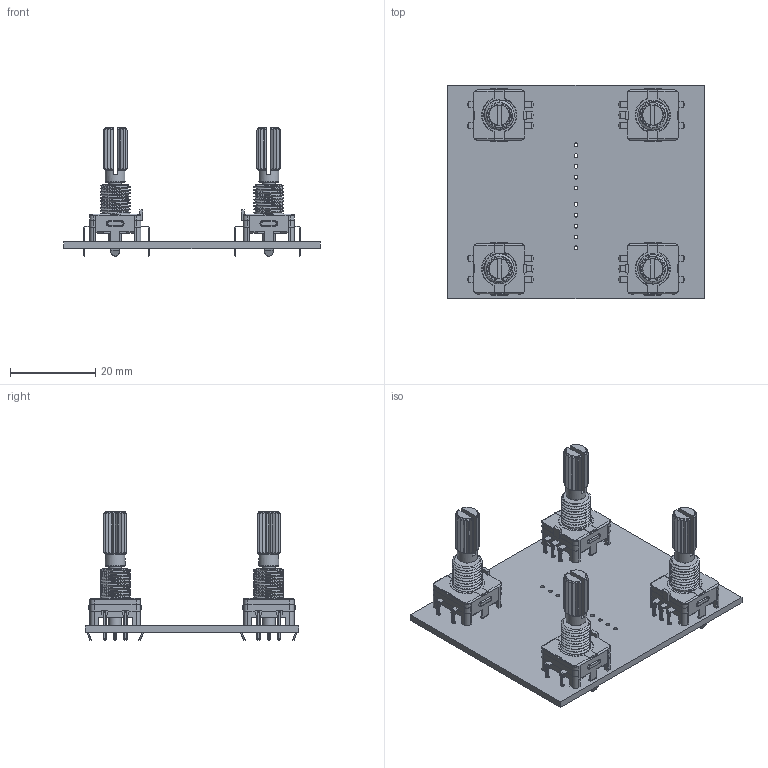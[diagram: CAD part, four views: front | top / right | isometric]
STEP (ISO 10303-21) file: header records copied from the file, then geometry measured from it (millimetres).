
FILE_DESCRIPTION(('KiCad electronic assembly'),'2;1');
FILE_NAME('rotary_board.step','2023-07-29T20:48:15',('An Author'),( 'A Company'),'Open CASCADE STEP processor 6.9', 'KiCad to STEP converter','Unknown');
FILE_SCHEMA(('AUTOMOTIVE_DESIGN { 1 0 10303 214 1 1 1 1 }'));
Length unit declared in the file: millimetre
Products named in the file (4): Open CASCADE STEP translator 6.9 1; EC11_Rotary_Encoder_Switched; COMPOUND
Assembly tree (6 placements, depth 3):
  Open CASCADE STEP translator 6.9 1
    EC11_Rotary_Encoder_Switched  x4
      COMPOUND
    COMPOUND
Bounding box: 60 x 50 x 30.08 mm (x, y, z)
Volume: 9149.4 mm3; surface area: 15571.1 mm2
Topology: 41 solids, 41 shells, 2320 faces, 5874 edges, 3684 vertices
Faces by surface type: plane 1430, cylinder 578, cone 140, torus 96, bspline 76
Full cylindrical faces by diameter (mm): 0.9 x30, 3 x8, 4.7 x4, 7 x32
Entity records: 55153 total; most frequent: CARTESIAN_POINT 18399, DIRECTION 6117, LINE 3466, VECTOR 3466, ORIENTED_EDGE 3270, PCURVE 3270, DEFINITIONAL_REPRESENTATION 3270, EDGE_CURVE 1635
